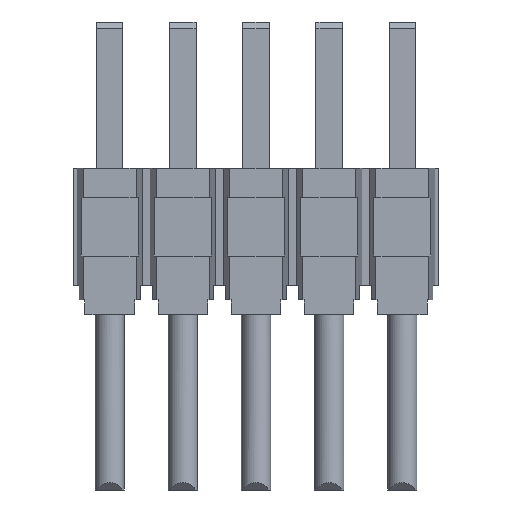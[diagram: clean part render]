
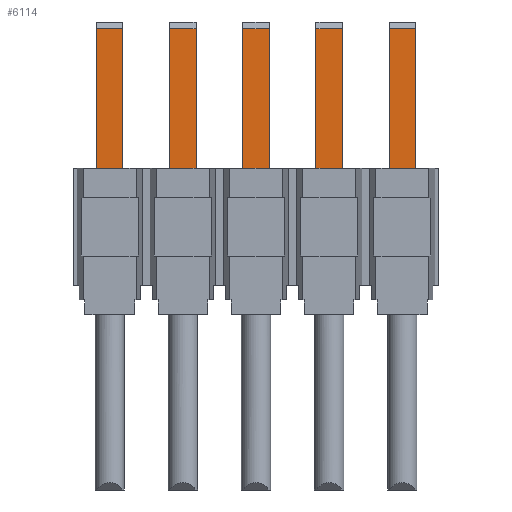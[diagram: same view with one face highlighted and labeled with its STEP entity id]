
A CAD part, front view. The second image highlights one B-rep face of the part: STEP entity #6114.
In plain terms, the highlighted planar face has unit normal (0, -1, 0).
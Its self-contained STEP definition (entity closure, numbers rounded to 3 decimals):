
#5964 = VERTEX_POINT('',#5965);
#5965 = CARTESIAN_POINT('',(-2.311,-0.229,4.966));
#5973 = VERTEX_POINT('',#5974);
#5974 = CARTESIAN_POINT('',(-2.769,-0.229,4.966));
#5980 = EDGE_CURVE('',#5964,#5973,#5981,.T.);
#5981 = LINE('',#5982,#5983);
#5982 = CARTESIAN_POINT('',(2.769,-0.229,4.966));
#5983 = VECTOR('',#5984,1.);
#5984 = DIRECTION('',(-1.,-0.,0.));
#5995 = VERTEX_POINT('',#5996);
#5996 = CARTESIAN_POINT('',(-1.499,-0.229,4.966));
#6002 = EDGE_CURVE('',#6003,#5995,#6005,.T.);
#6003 = VERTEX_POINT('',#6004);
#6004 = CARTESIAN_POINT('',(-1.041,-0.229,4.966));
#6005 = LINE('',#6006,#6007);
#6006 = CARTESIAN_POINT('',(2.769,-0.229,4.966));
#6007 = VECTOR('',#6008,1.);
#6008 = DIRECTION('',(-1.,-0.,0.));
#6026 = VERTEX_POINT('',#6027);
#6027 = CARTESIAN_POINT('',(-0.229,-0.229,4.966));
#6033 = EDGE_CURVE('',#6034,#6026,#6036,.T.);
#6034 = VERTEX_POINT('',#6035);
#6035 = CARTESIAN_POINT('',(0.229,-0.229,4.966));
#6036 = LINE('',#6037,#6038);
#6037 = CARTESIAN_POINT('',(2.769,-0.229,4.966));
#6038 = VECTOR('',#6039,1.);
#6039 = DIRECTION('',(-1.,-0.,0.));
#6057 = VERTEX_POINT('',#6058);
#6058 = CARTESIAN_POINT('',(1.041,-0.229,4.966));
#6064 = EDGE_CURVE('',#6065,#6057,#6067,.T.);
#6065 = VERTEX_POINT('',#6066);
#6066 = CARTESIAN_POINT('',(1.499,-0.229,4.966));
#6067 = LINE('',#6068,#6069);
#6068 = CARTESIAN_POINT('',(2.769,-0.229,4.966));
#6069 = VECTOR('',#6070,1.);
#6070 = DIRECTION('',(-1.,-0.,0.));
#6088 = VERTEX_POINT('',#6089);
#6089 = CARTESIAN_POINT('',(2.311,-0.229,4.966));
#6095 = EDGE_CURVE('',#6096,#6088,#6098,.T.);
#6096 = VERTEX_POINT('',#6097);
#6097 = CARTESIAN_POINT('',(2.769,-0.229,4.966));
#6098 = LINE('',#6099,#6100);
#6099 = CARTESIAN_POINT('',(2.769,-0.229,4.966));
#6100 = VECTOR('',#6101,1.);
#6101 = DIRECTION('',(-1.,-0.,0.));
#6114 = ADVANCED_FACE('',(#6115),#6232,.F.);
#6115 = FACE_BOUND('',#6116,.T.);
#6116 = EDGE_LOOP('',(#6117,#6125,#6126,#6134,#6142,#6148,#6149,#6157,
    #6165,#6171,#6172,#6180,#6188,#6194,#6195,#6203,#6211,#6217,#6218,
    #6226));
#6117 = ORIENTED_EDGE('',*,*,#6118,.F.);
#6118 = EDGE_CURVE('',#5964,#6119,#6121,.T.);
#6119 = VERTEX_POINT('',#6120);
#6120 = CARTESIAN_POINT('',(-2.311,-0.229,1.905));
#6121 = LINE('',#6122,#6123);
#6122 = CARTESIAN_POINT('',(-2.311,-0.229,4.966));
#6123 = VECTOR('',#6124,1.);
#6124 = DIRECTION('',(0.,0.,-1.));
#6125 = ORIENTED_EDGE('',*,*,#5980,.T.);
#6126 = ORIENTED_EDGE('',*,*,#6127,.T.);
#6127 = EDGE_CURVE('',#5973,#6128,#6130,.T.);
#6128 = VERTEX_POINT('',#6129);
#6129 = CARTESIAN_POINT('',(-2.769,-0.229,1.778));
#6130 = LINE('',#6131,#6132);
#6131 = CARTESIAN_POINT('',(-2.769,-0.229,4.966));
#6132 = VECTOR('',#6133,1.);
#6133 = DIRECTION('',(0.,0.,-1.));
#6134 = ORIENTED_EDGE('',*,*,#6135,.F.);
#6135 = EDGE_CURVE('',#6136,#6128,#6138,.T.);
#6136 = VERTEX_POINT('',#6137);
#6137 = CARTESIAN_POINT('',(2.769,-0.229,1.778));
#6138 = LINE('',#6139,#6140);
#6139 = CARTESIAN_POINT('',(2.769,-0.229,1.778));
#6140 = VECTOR('',#6141,1.);
#6141 = DIRECTION('',(-1.,-0.,0.));
#6142 = ORIENTED_EDGE('',*,*,#6143,.F.);
#6143 = EDGE_CURVE('',#6096,#6136,#6144,.T.);
#6144 = LINE('',#6145,#6146);
#6145 = CARTESIAN_POINT('',(2.769,-0.229,4.966));
#6146 = VECTOR('',#6147,1.);
#6147 = DIRECTION('',(0.,0.,-1.));
#6148 = ORIENTED_EDGE('',*,*,#6095,.T.);
#6149 = ORIENTED_EDGE('',*,*,#6150,.F.);
#6150 = EDGE_CURVE('',#6151,#6088,#6153,.T.);
#6151 = VERTEX_POINT('',#6152);
#6152 = CARTESIAN_POINT('',(2.311,-0.229,1.905));
#6153 = LINE('',#6154,#6155);
#6154 = CARTESIAN_POINT('',(2.311,-0.229,4.966));
#6155 = VECTOR('',#6156,1.);
#6156 = DIRECTION('',(0.,0.,1.));
#6157 = ORIENTED_EDGE('',*,*,#6158,.F.);
#6158 = EDGE_CURVE('',#6159,#6151,#6161,.T.);
#6159 = VERTEX_POINT('',#6160);
#6160 = CARTESIAN_POINT('',(1.499,-0.229,1.905));
#6161 = LINE('',#6162,#6163);
#6162 = CARTESIAN_POINT('',(2.769,-0.229,1.905));
#6163 = VECTOR('',#6164,1.);
#6164 = DIRECTION('',(1.,0.,0.));
#6165 = ORIENTED_EDGE('',*,*,#6166,.F.);
#6166 = EDGE_CURVE('',#6065,#6159,#6167,.T.);
#6167 = LINE('',#6168,#6169);
#6168 = CARTESIAN_POINT('',(1.499,-0.229,4.966));
#6169 = VECTOR('',#6170,1.);
#6170 = DIRECTION('',(0.,0.,-1.));
#6171 = ORIENTED_EDGE('',*,*,#6064,.T.);
#6172 = ORIENTED_EDGE('',*,*,#6173,.F.);
#6173 = EDGE_CURVE('',#6174,#6057,#6176,.T.);
#6174 = VERTEX_POINT('',#6175);
#6175 = CARTESIAN_POINT('',(1.041,-0.229,1.905));
#6176 = LINE('',#6177,#6178);
#6177 = CARTESIAN_POINT('',(1.041,-0.229,4.966));
#6178 = VECTOR('',#6179,1.);
#6179 = DIRECTION('',(0.,0.,1.));
#6180 = ORIENTED_EDGE('',*,*,#6181,.F.);
#6181 = EDGE_CURVE('',#6182,#6174,#6184,.T.);
#6182 = VERTEX_POINT('',#6183);
#6183 = CARTESIAN_POINT('',(0.229,-0.229,1.905));
#6184 = LINE('',#6185,#6186);
#6185 = CARTESIAN_POINT('',(2.769,-0.229,1.905));
#6186 = VECTOR('',#6187,1.);
#6187 = DIRECTION('',(1.,0.,0.));
#6188 = ORIENTED_EDGE('',*,*,#6189,.F.);
#6189 = EDGE_CURVE('',#6034,#6182,#6190,.T.);
#6190 = LINE('',#6191,#6192);
#6191 = CARTESIAN_POINT('',(0.229,-0.229,4.966));
#6192 = VECTOR('',#6193,1.);
#6193 = DIRECTION('',(0.,0.,-1.));
#6194 = ORIENTED_EDGE('',*,*,#6033,.T.);
#6195 = ORIENTED_EDGE('',*,*,#6196,.F.);
#6196 = EDGE_CURVE('',#6197,#6026,#6199,.T.);
#6197 = VERTEX_POINT('',#6198);
#6198 = CARTESIAN_POINT('',(-0.229,-0.229,1.905));
#6199 = LINE('',#6200,#6201);
#6200 = CARTESIAN_POINT('',(-0.229,-0.229,4.966));
#6201 = VECTOR('',#6202,1.);
#6202 = DIRECTION('',(0.,0.,1.));
#6203 = ORIENTED_EDGE('',*,*,#6204,.F.);
#6204 = EDGE_CURVE('',#6205,#6197,#6207,.T.);
#6205 = VERTEX_POINT('',#6206);
#6206 = CARTESIAN_POINT('',(-1.041,-0.229,1.905));
#6207 = LINE('',#6208,#6209);
#6208 = CARTESIAN_POINT('',(2.769,-0.229,1.905));
#6209 = VECTOR('',#6210,1.);
#6210 = DIRECTION('',(1.,0.,0.));
#6211 = ORIENTED_EDGE('',*,*,#6212,.F.);
#6212 = EDGE_CURVE('',#6003,#6205,#6213,.T.);
#6213 = LINE('',#6214,#6215);
#6214 = CARTESIAN_POINT('',(-1.041,-0.229,4.966));
#6215 = VECTOR('',#6216,1.);
#6216 = DIRECTION('',(0.,0.,-1.));
#6217 = ORIENTED_EDGE('',*,*,#6002,.T.);
#6218 = ORIENTED_EDGE('',*,*,#6219,.F.);
#6219 = EDGE_CURVE('',#6220,#5995,#6222,.T.);
#6220 = VERTEX_POINT('',#6221);
#6221 = CARTESIAN_POINT('',(-1.499,-0.229,1.905));
#6222 = LINE('',#6223,#6224);
#6223 = CARTESIAN_POINT('',(-1.499,-0.229,4.966));
#6224 = VECTOR('',#6225,1.);
#6225 = DIRECTION('',(0.,0.,1.));
#6226 = ORIENTED_EDGE('',*,*,#6227,.F.);
#6227 = EDGE_CURVE('',#6119,#6220,#6228,.T.);
#6228 = LINE('',#6229,#6230);
#6229 = CARTESIAN_POINT('',(2.769,-0.229,1.905));
#6230 = VECTOR('',#6231,1.);
#6231 = DIRECTION('',(1.,0.,0.));
#6232 = PLANE('',#6233);
#6233 = AXIS2_PLACEMENT_3D('',#6234,#6235,#6236);
#6234 = CARTESIAN_POINT('',(2.769,-0.229,4.966));
#6235 = DIRECTION('',(0.,1.,0.));
#6236 = DIRECTION('',(-1.,-0.,0.));
